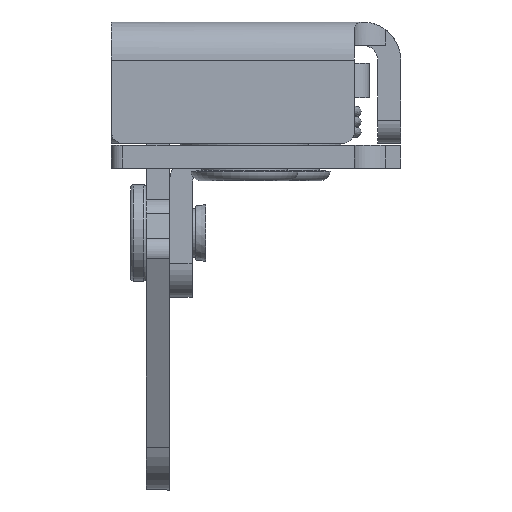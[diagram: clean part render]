
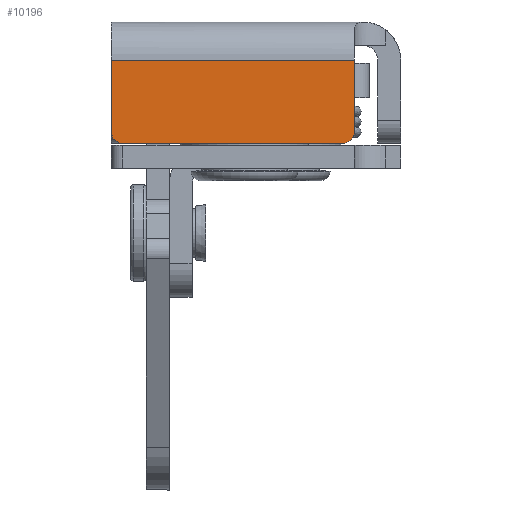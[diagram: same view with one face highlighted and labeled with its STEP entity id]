
A CAD part, left-side view. The second image highlights one B-rep face of the part: STEP entity #10196.
In plain terms, the highlighted planar face has unit normal (-1, 0, 0).
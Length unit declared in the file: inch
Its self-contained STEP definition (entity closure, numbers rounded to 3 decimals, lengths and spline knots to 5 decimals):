
#10099=CARTESIAN_POINT('',(-1.202,-0.4274,-0.4272));
#10100=VERTEX_POINT('',#10099);
#10107=CARTESIAN_POINT('',(-1.202,-0.3824,-0.4722));
#10108=VERTEX_POINT('',#10107);
#10109=CARTESIAN_POINT('',(-1.202,-0.3824,-0.4272));
#10110=DIRECTION('',(1.0,0.0,0.0));
#10111=DIRECTION('',(0.0,-0.707,-0.707));
#10112=AXIS2_PLACEMENT_3D('',#10109,#10110,#10111);
#10113=CIRCLE('',#10112,0.045);
#10114=EDGE_CURVE('',#10100,#10108,#10113,.T.);
#10131=CARTESIAN_POINT('',(-1.202,0.4727,-0.4722));
#10132=VERTEX_POINT('',#10131);
#10133=CARTESIAN_POINT('',(-1.202,0.4727,-0.4722));
#10134=DIRECTION('',(0.0,-1.0,0.0));
#10135=VECTOR('',#10134,0.8551);
#10136=LINE('',#10133,#10135);
#10137=EDGE_CURVE('',#10132,#10108,#10136,.T.);
#10156=CARTESIAN_POINT('',(-1.202,0.5177,0.0));
#10157=DIRECTION('',(-1.0,0.0,0.0));
#10158=DIRECTION('',(0.0,0.0,1.0));
#10159=AXIS2_PLACEMENT_3D('',#10156,#10157,#10158);
#10160=PLANE('',#10159);
#10161=ORIENTED_EDGE('',*,*,#10114,.F.);
#10162=CARTESIAN_POINT('',(-1.202,-0.4274,-0.149));
#10163=VERTEX_POINT('',#10162);
#10164=CARTESIAN_POINT('',(-1.202,-0.4274,-0.149));
#10165=DIRECTION('',(0.0,0.0,-1.0));
#10166=VECTOR('',#10165,0.2782);
#10167=LINE('',#10164,#10166);
#10168=EDGE_CURVE('',#10163,#10100,#10167,.T.);
#10169=ORIENTED_EDGE('',*,*,#10168,.F.);
#10170=CARTESIAN_POINT('',(-1.202,0.5177,-0.149));
#10171=VERTEX_POINT('',#10170);
#10172=CARTESIAN_POINT('',(-1.202,0.5177,-0.149));
#10173=DIRECTION('',(0.0,-1.0,0.0));
#10174=VECTOR('',#10173,0.9451);
#10175=LINE('',#10172,#10174);
#10176=EDGE_CURVE('',#10171,#10163,#10175,.T.);
#10177=ORIENTED_EDGE('',*,*,#10176,.F.);
#10178=CARTESIAN_POINT('',(-1.202,0.5177,-0.4272));
#10179=VERTEX_POINT('',#10178);
#10180=CARTESIAN_POINT('',(-1.202,0.5177,-0.149));
#10181=DIRECTION('',(0.0,0.0,-1.0));
#10182=VECTOR('',#10181,0.2782);
#10183=LINE('',#10180,#10182);
#10184=EDGE_CURVE('',#10171,#10179,#10183,.T.);
#10185=ORIENTED_EDGE('',*,*,#10184,.T.);
#10186=CARTESIAN_POINT('',(-1.202,0.4727,-0.4272));
#10187=DIRECTION('',(1.0,0.0,0.0));
#10188=DIRECTION('',(0.0,0.707,-0.707));
#10189=AXIS2_PLACEMENT_3D('',#10186,#10187,#10188);
#10190=CIRCLE('',#10189,0.045);
#10191=EDGE_CURVE('',#10132,#10179,#10190,.T.);
#10192=ORIENTED_EDGE('',*,*,#10191,.F.);
#10193=ORIENTED_EDGE('',*,*,#10137,.T.);
#10194=EDGE_LOOP('',(#10161,#10169,#10177,#10185,#10192,#10193));
#10195=FACE_OUTER_BOUND('',#10194,.T.);
#10196=ADVANCED_FACE('',(#10195),#10160,.T.);
